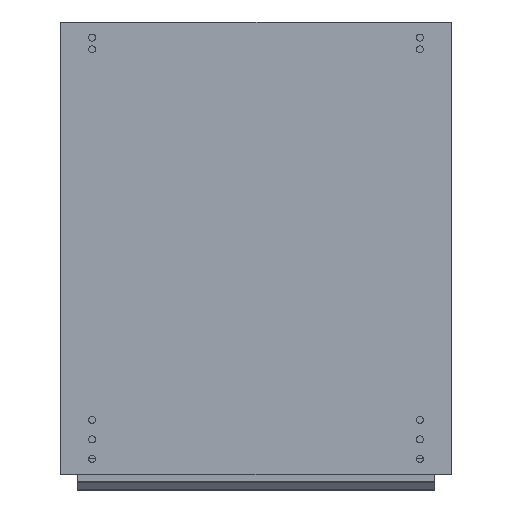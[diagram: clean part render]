
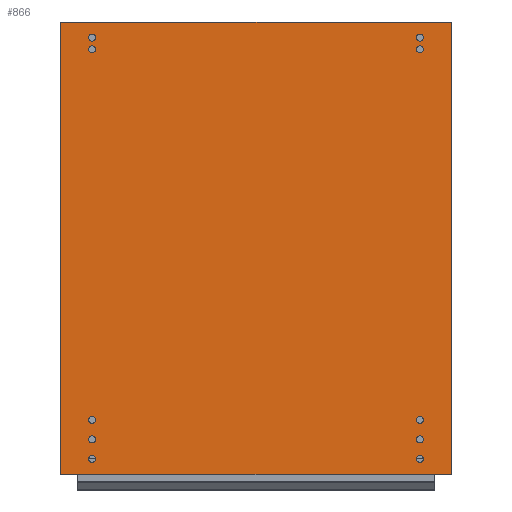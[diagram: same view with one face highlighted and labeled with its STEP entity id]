
A CAD part, top view. The second image highlights one B-rep face of the part: STEP entity #866.
In plain terms, the highlighted planar face has unit normal (0, 0, 1).
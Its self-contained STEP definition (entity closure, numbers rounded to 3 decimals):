
#29=CIRCLE('',#907,4.5);
#31=CIRCLE('',#910,4.5);
#33=CIRCLE('',#913,4.5);
#35=CIRCLE('',#916,4.5);
#37=CIRCLE('',#919,4.5);
#39=CIRCLE('',#922,4.5);
#42=CIRCLE('',#927,4.5);
#48=CIRCLE('',#936,4.5);
#49=CIRCLE('',#938,4.5);
#50=CIRCLE('',#940,4.5);
#83=FACE_BOUND('',#175,.T.);
#84=FACE_BOUND('',#176,.T.);
#85=FACE_BOUND('',#177,.T.);
#86=FACE_BOUND('',#178,.T.);
#87=FACE_BOUND('',#179,.T.);
#88=FACE_BOUND('',#180,.T.);
#89=FACE_BOUND('',#181,.T.);
#90=FACE_BOUND('',#182,.T.);
#91=FACE_BOUND('',#183,.T.);
#92=FACE_BOUND('',#184,.T.);
#120=FACE_OUTER_BOUND('',#174,.T.);
#174=EDGE_LOOP('',(#711,#712,#713,#714));
#175=EDGE_LOOP('',(#715));
#176=EDGE_LOOP('',(#716));
#177=EDGE_LOOP('',(#717));
#178=EDGE_LOOP('',(#718));
#179=EDGE_LOOP('',(#719));
#180=EDGE_LOOP('',(#720));
#181=EDGE_LOOP('',(#721));
#182=EDGE_LOOP('',(#722));
#183=EDGE_LOOP('',(#723));
#184=EDGE_LOOP('',(#724));
#243=LINE('',#1347,#331);
#249=LINE('',#1360,#337);
#253=LINE('',#1366,#341);
#254=LINE('',#1369,#342);
#331=VECTOR('',#1110,1.);
#337=VECTOR('',#1118,1.);
#341=VECTOR('',#1126,1.);
#342=VECTOR('',#1131,1.);
#395=VERTEX_POINT('',#1257);
#397=VERTEX_POINT('',#1263);
#399=VERTEX_POINT('',#1269);
#401=VERTEX_POINT('',#1275);
#403=VERTEX_POINT('',#1281);
#405=VERTEX_POINT('',#1287);
#407=VERTEX_POINT('',#1295);
#412=VERTEX_POINT('',#1313);
#413=VERTEX_POINT('',#1317);
#414=VERTEX_POINT('',#1321);
#419=VERTEX_POINT('',#1345);
#420=VERTEX_POINT('',#1346);
#425=VERTEX_POINT('',#1357);
#426=VERTEX_POINT('',#1359);
#474=EDGE_CURVE('',#395,#395,#29,.T.);
#477=EDGE_CURVE('',#397,#397,#31,.T.);
#480=EDGE_CURVE('',#399,#399,#33,.T.);
#483=EDGE_CURVE('',#401,#401,#35,.T.);
#486=EDGE_CURVE('',#403,#403,#37,.T.);
#489=EDGE_CURVE('',#405,#405,#39,.T.);
#493=EDGE_CURVE('',#407,#407,#42,.T.);
#503=EDGE_CURVE('',#412,#412,#48,.T.);
#505=EDGE_CURVE('',#413,#413,#49,.T.);
#507=EDGE_CURVE('',#414,#414,#50,.T.);
#519=EDGE_CURVE('',#419,#420,#243,.T.);
#525=EDGE_CURVE('',#425,#426,#249,.T.);
#529=EDGE_CURVE('',#419,#425,#253,.T.);
#530=EDGE_CURVE('',#426,#420,#254,.T.);
#711=ORIENTED_EDGE('',*,*,#525,.F.);
#712=ORIENTED_EDGE('',*,*,#529,.F.);
#713=ORIENTED_EDGE('',*,*,#519,.T.);
#714=ORIENTED_EDGE('',*,*,#530,.F.);
#715=ORIENTED_EDGE('',*,*,#474,.T.);
#716=ORIENTED_EDGE('',*,*,#477,.T.);
#717=ORIENTED_EDGE('',*,*,#480,.T.);
#718=ORIENTED_EDGE('',*,*,#483,.T.);
#719=ORIENTED_EDGE('',*,*,#486,.T.);
#720=ORIENTED_EDGE('',*,*,#489,.T.);
#721=ORIENTED_EDGE('',*,*,#493,.T.);
#722=ORIENTED_EDGE('',*,*,#507,.T.);
#723=ORIENTED_EDGE('',*,*,#505,.T.);
#724=ORIENTED_EDGE('',*,*,#503,.T.);
#826=PLANE('',#953);
#866=ADVANCED_FACE('',(#120,#83,#84,#85,#86,#87,#88,#89,#90,#91,#92),#826,
 .T.);
#907=AXIS2_PLACEMENT_3D('',#1258,#1005,#1006);
#910=AXIS2_PLACEMENT_3D('',#1264,#1012,#1013);
#913=AXIS2_PLACEMENT_3D('',#1270,#1019,#1020);
#916=AXIS2_PLACEMENT_3D('',#1276,#1026,#1027);
#919=AXIS2_PLACEMENT_3D('',#1282,#1033,#1034);
#922=AXIS2_PLACEMENT_3D('',#1288,#1040,#1041);
#927=AXIS2_PLACEMENT_3D('',#1296,#1051,#1052);
#936=AXIS2_PLACEMENT_3D('',#1314,#1073,#1074);
#938=AXIS2_PLACEMENT_3D('',#1318,#1078,#1079);
#940=AXIS2_PLACEMENT_3D('',#1322,#1083,#1084);
#953=AXIS2_PLACEMENT_3D('',#1370,#1132,#1133);
#1005=DIRECTION('center_axis',(0.,0.,-1.));
#1006=DIRECTION('ref_axis',(1.,0.,0.));
#1012=DIRECTION('center_axis',(0.,0.,-1.));
#1013=DIRECTION('ref_axis',(1.,0.,0.));
#1019=DIRECTION('center_axis',(0.,0.,-1.));
#1020=DIRECTION('ref_axis',(1.,0.,0.));
#1026=DIRECTION('center_axis',(0.,0.,-1.));
#1027=DIRECTION('ref_axis',(1.,0.,0.));
#1033=DIRECTION('center_axis',(0.,0.,-1.));
#1034=DIRECTION('ref_axis',(1.,0.,0.));
#1040=DIRECTION('center_axis',(0.,0.,-1.));
#1041=DIRECTION('ref_axis',(1.,0.,0.));
#1051=DIRECTION('center_axis',(0.,0.,-1.));
#1052=DIRECTION('ref_axis',(1.,0.,0.));
#1073=DIRECTION('center_axis',(0.,0.,-1.));
#1074=DIRECTION('ref_axis',(1.,0.,0.));
#1078=DIRECTION('center_axis',(0.,0.,-1.));
#1079=DIRECTION('ref_axis',(1.,0.,0.));
#1083=DIRECTION('center_axis',(0.,0.,-1.));
#1084=DIRECTION('ref_axis',(1.,0.,0.));
#1110=DIRECTION('',(0.,-1.,0.));
#1118=DIRECTION('',(0.,-1.,0.));
#1126=DIRECTION('',(1.,0.,0.));
#1131=DIRECTION('',(-1.,0.,0.));
#1132=DIRECTION('center_axis',(0.,0.,1.));
#1133=DIRECTION('ref_axis',(1.,0.,0.));
#1257=CARTESIAN_POINT('',(205.5,255.,360.));
#1258=CARTESIAN_POINT('Origin',(210.,255.,360.));
#1263=CARTESIAN_POINT('',(205.5,270.,360.));
#1264=CARTESIAN_POINT('Origin',(210.,270.,360.));
#1269=CARTESIAN_POINT('',(-214.5,255.,360.));
#1270=CARTESIAN_POINT('Origin',(-210.,255.,360.));
#1275=CARTESIAN_POINT('',(-214.5,270.,360.));
#1276=CARTESIAN_POINT('Origin',(-210.,270.,360.));
#1281=CARTESIAN_POINT('',(205.5,-220.,360.));
#1282=CARTESIAN_POINT('Origin',(210.,-220.,360.));
#1287=CARTESIAN_POINT('',(205.5,-245.,360.));
#1288=CARTESIAN_POINT('Origin',(210.,-245.,360.));
#1295=CARTESIAN_POINT('',(205.5,-270.,360.));
#1296=CARTESIAN_POINT('Origin',(210.,-270.,360.));
#1313=CARTESIAN_POINT('',(-214.5,-270.,360.));
#1314=CARTESIAN_POINT('Origin',(-210.,-270.,360.));
#1317=CARTESIAN_POINT('',(-214.5,-245.,360.));
#1318=CARTESIAN_POINT('Origin',(-210.,-245.,360.));
#1321=CARTESIAN_POINT('',(-214.5,-220.,360.));
#1322=CARTESIAN_POINT('Origin',(-210.,-220.,360.));
#1345=CARTESIAN_POINT('',(-250.,290.,360.));
#1346=CARTESIAN_POINT('',(-250.,-290.,360.));
#1347=CARTESIAN_POINT('',(-250.,290.,360.));
#1357=CARTESIAN_POINT('',(250.,290.,360.));
#1359=CARTESIAN_POINT('',(250.,-290.,360.));
#1360=CARTESIAN_POINT('',(250.,290.,360.));
#1366=CARTESIAN_POINT('',(-250.,290.,360.));
#1369=CARTESIAN_POINT('',(250.,-290.,360.));
#1370=CARTESIAN_POINT('Origin',(210.,-272.,360.));
